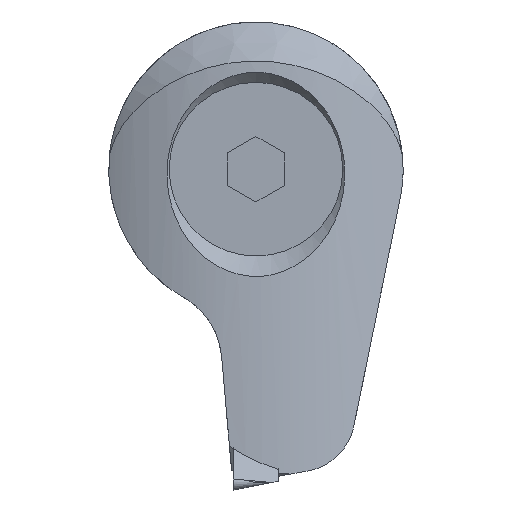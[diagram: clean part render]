
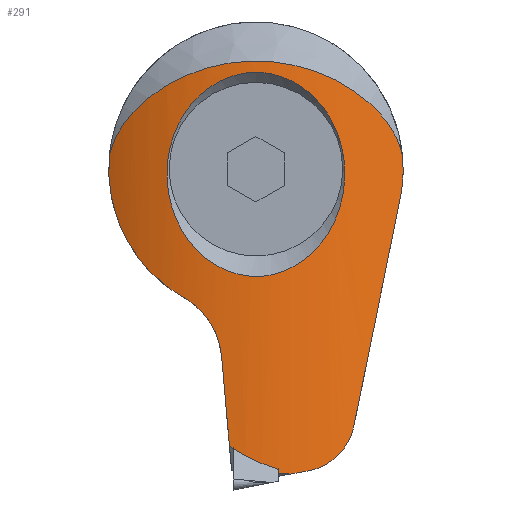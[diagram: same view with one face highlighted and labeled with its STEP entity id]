
A CAD part, left-side view. The second image highlights one B-rep face of the part: STEP entity #291.
In plain terms, the highlighted cylindrical face has radius 15.994 mm (diameter 31.988 mm), a partial arc.
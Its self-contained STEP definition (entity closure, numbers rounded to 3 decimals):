
#107=FACE_BOUND('',#392,.T.);
#108=FACE_BOUND('',#393,.T.);
#138=CYLINDRICAL_SURFACE('',#907,15.994);
#145=B_SPLINE_CURVE_WITH_KNOTS('',3,(#1215,#1216,#1217,#1218,#1219,#1220,
#1221,#1222,#1223,#1224),.UNSPECIFIED.,.F.,.F.,(4,3,3,4),(0.,0.345,
0.689,1.),.UNSPECIFIED.);
#147=B_SPLINE_CURVE_WITH_KNOTS('',3,(#1252,#1253,#1254,#1255,#1256,#1257,
#1258,#1259,#1260,#1261,#1262,#1263,#1264,#1265,#1266,#1267,#1268,#1269),
 .UNSPECIFIED.,.T.,.F.,(2,2,2,2,2,2,2,2,2,2,2),(-0.125,0.,0.125,0.25,0.375,
0.5,0.625,0.75,0.875,1.,1.125),.UNSPECIFIED.);
#148=B_SPLINE_CURVE_WITH_KNOTS('',3,(#1277,#1278,#1279,#1280,#1281,#1282,
#1283,#1284,#1285,#1286,#1287,#1288,#1289),.UNSPECIFIED.,.F.,.F.,(4,3,3,
3,4),(0.,0.288,0.575,0.869,1.),
 .UNSPECIFIED.);
#149=B_SPLINE_CURVE_WITH_KNOTS('',3,(#1293,#1294,#1295,#1296),
 .UNSPECIFIED.,.F.,.F.,(4,4),(0.,1.),.UNSPECIFIED.);
#150=B_SPLINE_CURVE_WITH_KNOTS('',3,(#1298,#1299,#1300,#1301,#1302,#1303,
#1304,#1305,#1306,#1307,#1308,#1309,#1310,#1311),.UNSPECIFIED.,.F.,.F.,
(4,2,2,2,2,2,4),(0.,0.125,0.25,0.5,0.75,0.875,1.),.UNSPECIFIED.);
#151=B_SPLINE_CURVE_WITH_KNOTS('',3,(#1313,#1314,#1315,#1316,#1317,#1318),
 .UNSPECIFIED.,.F.,.F.,(4,2,4),(0.,0.5,1.),.UNSPECIFIED.);
#159=LINE('',#1271,#221);
#221=VECTOR('',#1007,1.);
#280=ELLIPSE('',#900,38.553,15.994);
#281=ELLIPSE('',#902,183.76,15.994);
#282=ELLIPSE('',#904,20.878,15.994);
#283=ELLIPSE('',#905,16.303,15.994);
#284=ELLIPSE('',#906,80.305,15.994);
#291=ADVANCED_FACE('',(#107,#108),#138,.T.);
#392=EDGE_LOOP('',(#466));
#393=EDGE_LOOP('',(#467,#468,#469,#470,#471,#472,#473,#474,#475,#476,#477));
#466=ORIENTED_EDGE('',*,*,#726,.F.);
#467=ORIENTED_EDGE('',*,*,#725,.F.);
#468=ORIENTED_EDGE('',*,*,#723,.T.);
#469=ORIENTED_EDGE('',*,*,#727,.T.);
#470=ORIENTED_EDGE('',*,*,#728,.T.);
#471=ORIENTED_EDGE('',*,*,#729,.F.);
#472=ORIENTED_EDGE('',*,*,#730,.T.);
#473=ORIENTED_EDGE('',*,*,#731,.F.);
#474=ORIENTED_EDGE('',*,*,#732,.T.);
#475=ORIENTED_EDGE('',*,*,#733,.T.);
#476=ORIENTED_EDGE('',*,*,#734,.T.);
#477=ORIENTED_EDGE('',*,*,#715,.F.);
#646=VERTEX_POINT('',#1214);
#647=VERTEX_POINT('',#1225);
#653=VERTEX_POINT('',#1245);
#654=VERTEX_POINT('',#1247);
#655=VERTEX_POINT('',#1270);
#656=VERTEX_POINT('',#1272);
#657=VERTEX_POINT('',#1274);
#658=VERTEX_POINT('',#1276);
#659=VERTEX_POINT('',#1290);
#660=VERTEX_POINT('',#1292);
#661=VERTEX_POINT('',#1297);
#662=VERTEX_POINT('',#1312);
#715=EDGE_CURVE('',#646,#647,#145,.T.);
#723=EDGE_CURVE('',#654,#653,#280,.T.);
#725=EDGE_CURVE('',#654,#646,#281,.T.);
#726=EDGE_CURVE('',#655,#655,#147,.T.);
#727=EDGE_CURVE('',#653,#656,#159,.T.);
#728=EDGE_CURVE('',#656,#657,#282,.T.);
#729=EDGE_CURVE('',#658,#657,#283,.T.);
#730=EDGE_CURVE('',#658,#659,#148,.T.);
#731=EDGE_CURVE('',#660,#659,#284,.T.);
#732=EDGE_CURVE('',#660,#661,#149,.T.);
#733=EDGE_CURVE('',#661,#662,#150,.T.);
#734=EDGE_CURVE('',#662,#647,#151,.T.);
#900=AXIS2_PLACEMENT_3D('',#1246,#998,#999);
#902=AXIS2_PLACEMENT_3D('',#1250,#1003,#1004);
#904=AXIS2_PLACEMENT_3D('',#1273,#1008,#1009);
#905=AXIS2_PLACEMENT_3D('',#1275,#1010,#1011);
#906=AXIS2_PLACEMENT_3D('',#1291,#1012,#1013);
#907=AXIS2_PLACEMENT_3D('',#1319,#1014,#1015);
#998=DIRECTION('',(-0.867,-0.191,0.461));
#999=DIRECTION('',(0.453,0.087,0.887));
#1003=DIRECTION('',(0.,0.996,-0.087));
#1004=DIRECTION('',(0.053,0.087,0.995));
#1007=DIRECTION('',(-0.052,0.,-0.999));
#1008=DIRECTION('',(0.682,0.,0.731));
#1009=DIRECTION('',(-0.731,0.,0.682));
#1010=DIRECTION('',(0.034,-0.174,-0.984));
#1011=DIRECTION('',(0.444,-0.879,0.171));
#1012=DIRECTION('',(0.,-0.98,-0.199));
#1013=DIRECTION('',(0.053,-0.199,0.979));
#1014=DIRECTION('',(0.052,0.,0.999));
#1015=DIRECTION('',(0.999,0.,-0.052));
#1214=CARTESIAN_POINT('',(-5.785,1.819,-9.925));
#1215=CARTESIAN_POINT('',(-5.785,1.819,-9.925));
#1216=CARTESIAN_POINT('',(-5.757,1.858,-9.48));
#1217=CARTESIAN_POINT('',(-5.72,1.974,-9.036));
#1218=CARTESIAN_POINT('',(-5.674,2.157,-8.63));
#1219=CARTESIAN_POINT('',(-5.628,2.34,-8.224));
#1220=CARTESIAN_POINT('',(-5.57,2.595,-7.845));
#1221=CARTESIAN_POINT('',(-5.497,2.899,-7.524));
#1222=CARTESIAN_POINT('',(-5.432,3.173,-7.234));
#1223=CARTESIAN_POINT('',(-5.352,3.494,-6.985));
#1224=CARTESIAN_POINT('',(-5.257,3.836,-6.791));
#1225=CARTESIAN_POINT('',(-5.257,3.836,-6.791));
#1245=CARTESIAN_POINT('',(-6.158,-1.181,-15.907));
#1246=CARTESIAN_POINT('',(11.589,0.,17.959));
#1247=CARTESIAN_POINT('',(-6.076,1.403,-14.682));
#1250=CARTESIAN_POINT('',(9.038,0.,-30.716));
#1252=CARTESIAN_POINT('',(-4.688,-4.25,2.479));
#1253=CARTESIAN_POINT('',(-4.957,-2.518,4.519));
#1254=CARTESIAN_POINT('',(-5.106,-1.222,5.17));
#1255=CARTESIAN_POINT('',(-5.092,1.43,5.103));
#1256=CARTESIAN_POINT('',(-4.93,2.706,4.375));
#1257=CARTESIAN_POINT('',(-4.672,4.335,2.287));
#1258=CARTESIAN_POINT('',(-4.599,4.744,0.927));
#1259=CARTESIAN_POINT('',(-4.759,4.677,-1.722));
#1260=CARTESIAN_POINT('',(-4.987,4.207,-3.039));
#1261=CARTESIAN_POINT('',(-5.454,2.527,-5.034));
#1262=CARTESIAN_POINT('',(-5.676,1.241,-5.722));
#1263=CARTESIAN_POINT('',(-5.656,-1.434,-5.658));
#1264=CARTESIAN_POINT('',(-5.422,-2.681,-4.923));
#1265=CARTESIAN_POINT('',(-4.949,-4.305,-2.84));
#1266=CARTESIAN_POINT('',(-4.733,-4.725,-1.512));
#1267=CARTESIAN_POINT('',(-4.601,-4.7,1.146));
#1268=CARTESIAN_POINT('',(-4.688,-4.25,2.479));
#1269=CARTESIAN_POINT('',(-4.957,-2.518,4.519));
#1270=CARTESIAN_POINT('',(-4.822,-3.384,3.499));
#1271=CARTESIAN_POINT('',(-6.224,-1.181,-17.168));
#1272=CARTESIAN_POINT('',(-6.168,-1.181,-16.103));
#1273=CARTESIAN_POINT('',(9.059,0.,-30.303));
#1274=CARTESIAN_POINT('',(-6.11,-1.832,-16.158));
#1275=CARTESIAN_POINT('',(9.813,0.,-15.925));
#1276=CARTESIAN_POINT('',(-5.965,-2.766,-15.988));
#1277=CARTESIAN_POINT('',(-5.965,-2.766,-15.988));
#1278=CARTESIAN_POINT('',(-5.902,-3.107,-15.925));
#1279=CARTESIAN_POINT('',(-5.825,-3.438,-15.802));
#1280=CARTESIAN_POINT('',(-5.745,-3.734,-15.631));
#1281=CARTESIAN_POINT('',(-5.665,-4.03,-15.459));
#1282=CARTESIAN_POINT('',(-5.579,-4.299,-15.235));
#1283=CARTESIAN_POINT('',(-5.5,-4.521,-14.975));
#1284=CARTESIAN_POINT('',(-5.419,-4.749,-14.708));
#1285=CARTESIAN_POINT('',(-5.342,-4.934,-14.397));
#1286=CARTESIAN_POINT('',(-5.283,-5.059,-14.064));
#1287=CARTESIAN_POINT('',(-5.257,-5.115,-13.915));
#1288=CARTESIAN_POINT('',(-5.233,-5.159,-13.76));
#1289=CARTESIAN_POINT('',(-5.214,-5.191,-13.602));
#1290=CARTESIAN_POINT('',(-5.214,-5.191,-13.602));
#1291=CARTESIAN_POINT('',(8.598,0.,-39.11));
#1292=CARTESIAN_POINT('',(-3.503,-7.643,-1.556));
#1293=CARTESIAN_POINT('',(-3.503,-7.643,-1.556));
#1294=CARTESIAN_POINT('',(-3.388,-7.786,-0.853));
#1295=CARTESIAN_POINT('',(-3.324,-7.832,-0.142));
#1296=CARTESIAN_POINT('',(-3.316,-7.778,0.579));
#1297=CARTESIAN_POINT('',(-3.316,-7.778,0.579));
#1298=CARTESIAN_POINT('',(-3.316,-7.778,0.579));
#1299=CARTESIAN_POINT('',(-3.344,-7.65,1.427));
#1300=CARTESIAN_POINT('',(-3.541,-7.22,2.18));
#1301=CARTESIAN_POINT('',(-3.967,-6.153,3.441));
#1302=CARTESIAN_POINT('',(-4.198,-5.51,3.964));
#1303=CARTESIAN_POINT('',(-4.798,-3.395,5.253));
#1304=CARTESIAN_POINT('',(-5.067,-1.695,5.731));
#1305=CARTESIAN_POINT('',(-5.068,1.684,5.733));
#1306=CARTESIAN_POINT('',(-4.799,3.388,5.255));
#1307=CARTESIAN_POINT('',(-4.201,5.502,3.969));
#1308=CARTESIAN_POINT('',(-3.97,6.146,3.448));
#1309=CARTESIAN_POINT('',(-3.543,7.216,2.186));
#1310=CARTESIAN_POINT('',(-3.344,7.649,1.431));
#1311=CARTESIAN_POINT('',(-3.316,7.778,0.579));
#1312=CARTESIAN_POINT('',(-3.316,7.778,0.579));
#1313=CARTESIAN_POINT('',(-3.316,7.778,0.579));
#1314=CARTESIAN_POINT('',(-3.333,7.891,-0.928));
#1315=CARTESIAN_POINT('',(-3.619,7.553,-2.436));
#1316=CARTESIAN_POINT('',(-4.417,6.156,-5.009));
#1317=CARTESIAN_POINT('',(-4.9,5.125,-6.063));
#1318=CARTESIAN_POINT('',(-5.257,3.836,-6.791));
#1319=CARTESIAN_POINT('',(9.704,0.,-18.003));
